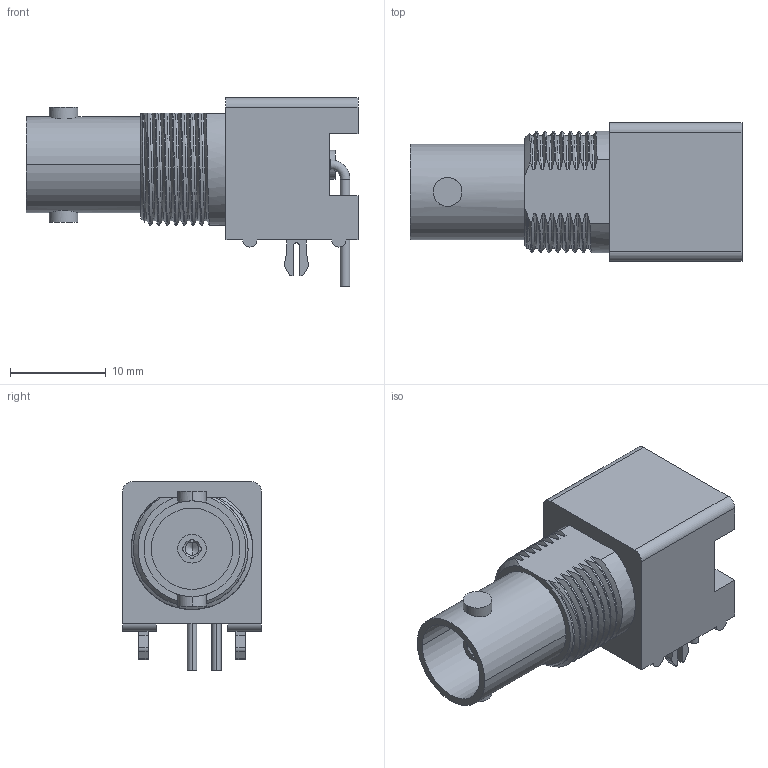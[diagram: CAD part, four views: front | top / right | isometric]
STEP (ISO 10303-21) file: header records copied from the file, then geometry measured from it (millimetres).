
FILE_DESCRIPTION((''),'2;1');
FILE_NAME('112413_SW0001','2020-05-29T16:03:31',('Lokesh'),(''),'CREO PARAMETRIC BY PTC INC, 2019444','CREO PARAMETRIC BY PTC INC, 2019444','');
FILE_SCHEMA(('CONFIG_CONTROL_DESIGN'));
Length unit declared in the file: millimetre
Products named in the file (1): 112413_SW0001
Bounding box: 34.7 x 14.5 x 19.7 mm (x, y, z)
Volume: 4111.3 mm3; surface area: 2698.7 mm2
Topology: 1 solids, 1 shells, 173 faces, 479 edges, 311 vertices
Faces by surface type: plane 74, cylinder 63, bspline 24, cone 8, torus 4
Entity records: 9057 total; most frequent: CARTESIAN_POINT 4697, ORIENTED_EDGE 954, DIRECTION 832, EDGE_CURVE 477, VERTEX_POINT 311, AXIS2_PLACEMENT_3D 287, VECTOR 258, LINE 258
